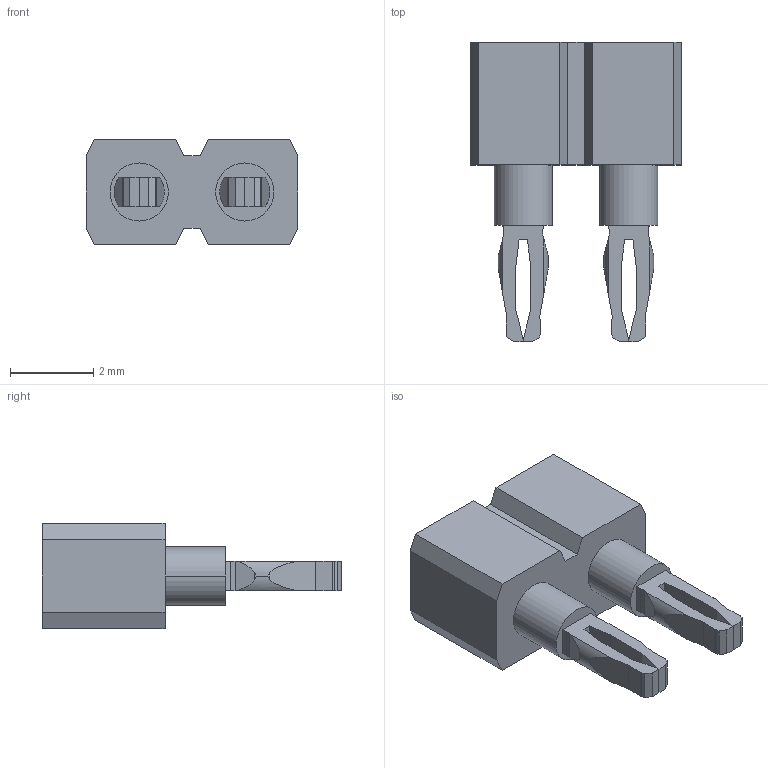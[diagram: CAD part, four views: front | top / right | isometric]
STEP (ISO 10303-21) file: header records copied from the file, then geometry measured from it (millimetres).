
FILE_DESCRIPTION(('STEP AP214'),'1');
FILE_NAME('pcb_connector_346-87-102-41-036101.stp','2020-04-09T09:34:17',('TraceParts'),('TraceParts S.A.'),'Spatial InterOp 3D',' ',' ');
FILE_SCHEMA(('AUTOMOTIVE_DESIGN { 1 0 10303 214 1 1 1 1 }'));
Length unit declared in the file: millimetre
Products named in the file (1): pcb_connector_346-87-102-41-036101
Bounding box: 5.08 x 7.2 x 2.54 mm (x, y, z)
Volume: 37.8 mm3; surface area: 142.6 mm2
Topology: 1 solids, 1 shells, 162 faces, 416 edges, 262 vertices
Faces by surface type: plane 78, cylinder 56, cone 28
Entity records: 6204 total; most frequent: CARTESIAN_POINT 917, DIRECTION 834, ORIENTED_EDGE 824, EDGE_CURVE 412, LINE 284, VECTOR 284, AXIS2_PLACEMENT_3D 275, VERTEX_POINT 262
